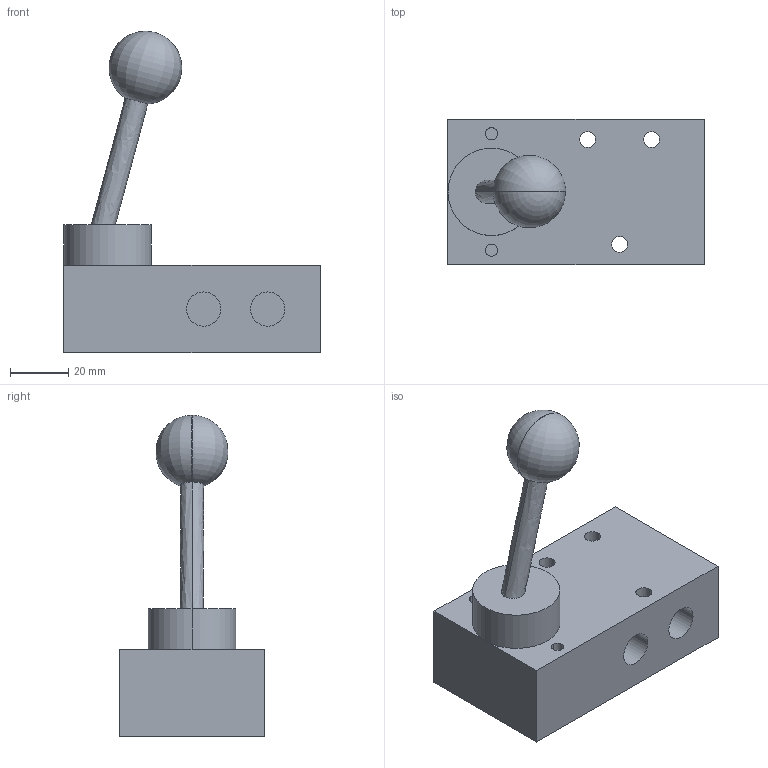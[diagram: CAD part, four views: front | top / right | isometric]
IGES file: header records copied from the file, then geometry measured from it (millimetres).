
Start section:  PTC IGES file: HV 311 801.igs
Global section: file name: HV 311 801.igs; native system: b.tamas by Parametric Technology Corporation; preprocessor: 2001360; author: Unknown; organization: PTC; date: 070202.133523; units: millimetre
Bounding box: 88 x 50 x 110.43 mm (x, y, z)
Surface area: 24511.2 mm2 (no closed solid volume)
Topology: 0 solids, 0 shells, 37 faces, 162 edges, 157 vertices
Faces by surface type: revolution 24, bspline 13
